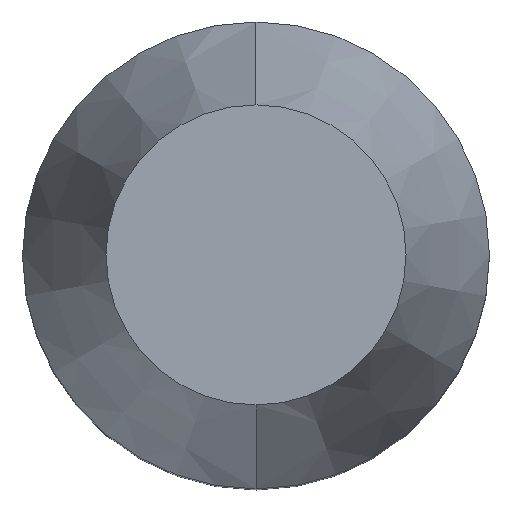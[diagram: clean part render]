
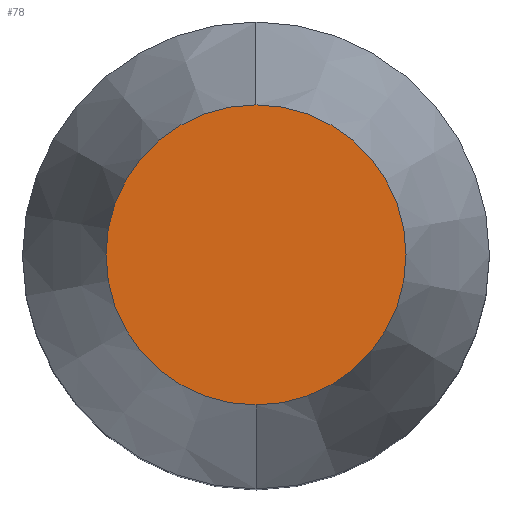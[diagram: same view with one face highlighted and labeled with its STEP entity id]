
A CAD part, top view. The second image highlights one B-rep face of the part: STEP entity #78.
In plain terms, the highlighted planar face has unit normal (0, 0, 1).
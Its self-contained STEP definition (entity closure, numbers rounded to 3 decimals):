
#78=ADVANCED_FACE('',(#183),#184,.T.);
#82=VERTEX_POINT('',#189);
#90=VERTEX_POINT('',#199);
#134=EDGE_CURVE('',#82,#90,#249,.T.);
#152=EDGE_CURVE('',#90,#82,#268,.T.);
#183=FACE_OUTER_BOUND('',#295,.T.);
#184=PLANE('',#296);
#189=CARTESIAN_POINT('',(0.,-1.928,12.0));
#199=CARTESIAN_POINT('',(0.,1.928,12.0));
#249=CIRCLE('',#375,1.928);
#268=CIRCLE('',#400,1.928);
#295=EDGE_LOOP('',(#422,#423));
#296=AXIS2_PLACEMENT_3D('',#424,#425,#426);
#375=AXIS2_PLACEMENT_3D('',#512,#513,#514);
#400=AXIS2_PLACEMENT_3D('',#528,#529,#530);
#422=ORIENTED_EDGE('',*,*,#134,.T.);
#423=ORIENTED_EDGE('',*,*,#152,.T.);
#424=CARTESIAN_POINT('',(0.,-0.964,12.0));
#425=DIRECTION('',(0.0,0.0,1.0));
#426=DIRECTION('',(0.,-1.0,0.0));
#512=CARTESIAN_POINT('',(0.,0.,12.0));
#513=DIRECTION('',(0.0,0.0,1.0));
#514=DIRECTION('',(0.,-1.0,0.0));
#528=CARTESIAN_POINT('',(0.,0.,12.0));
#529=DIRECTION('',(0.0,0.0,1.0));
#530=DIRECTION('',(0.,-1.0,0.0));
